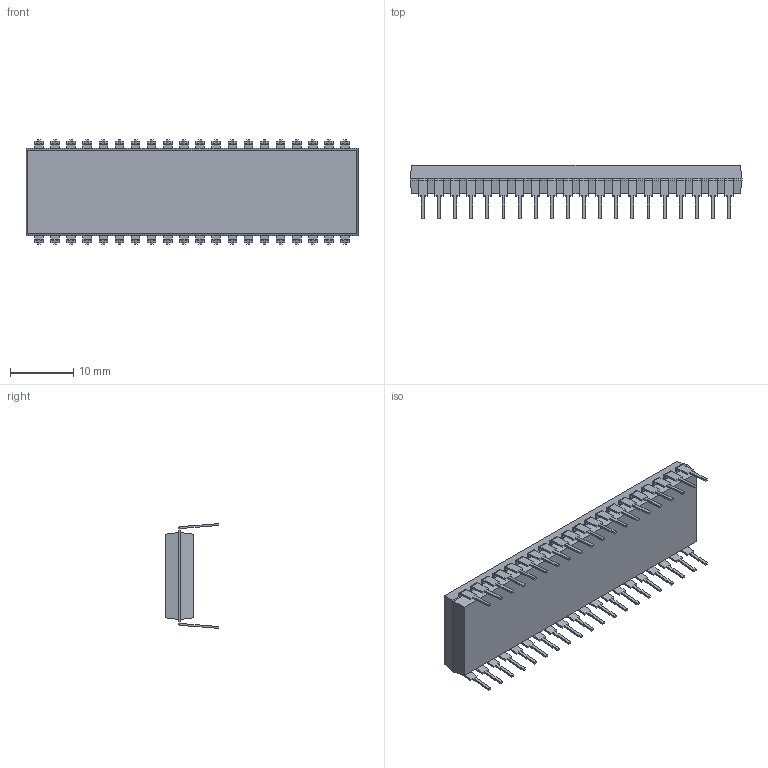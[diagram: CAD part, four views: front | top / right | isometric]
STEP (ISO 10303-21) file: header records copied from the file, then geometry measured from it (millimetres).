
FILE_DESCRIPTION (( 'STEP AP214' ), '1' );
FILE_NAME ('ATMEGA32A-PU.STEP', '2020-07-05T08:21:12', ( '' ), ( '' ), 'SwSTEP 2.0', 'SolidWorks 2018', '' );
FILE_SCHEMA (( 'AUTOMOTIVE_DESIGN' ));
Length unit declared in the file: millimetre
Products named in the file (1): ATMEGA32A-PU
Bounding box: 52.32 x 8.38 x 16.51 mm (x, y, z)
Volume: 3186.3 mm3; surface area: 2627.6 mm2
Topology: 41 solids, 41 shells, 574 faces, 1468 edges, 976 vertices
Faces by surface type: plane 494, cylinder 80
Entity records: 17542 total; most frequent: CARTESIAN_POINT 3019, ORIENTED_EDGE 2936, DIRECTION 2778, EDGE_CURVE 1468, VECTOR 1308, LINE 1308, VERTEX_POINT 976, AXIS2_PLACEMENT_3D 735
